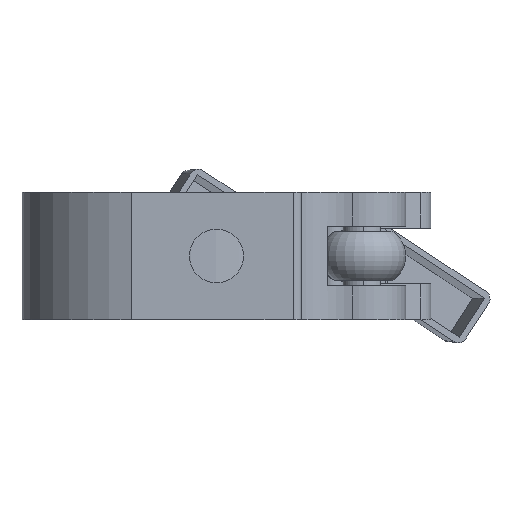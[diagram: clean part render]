
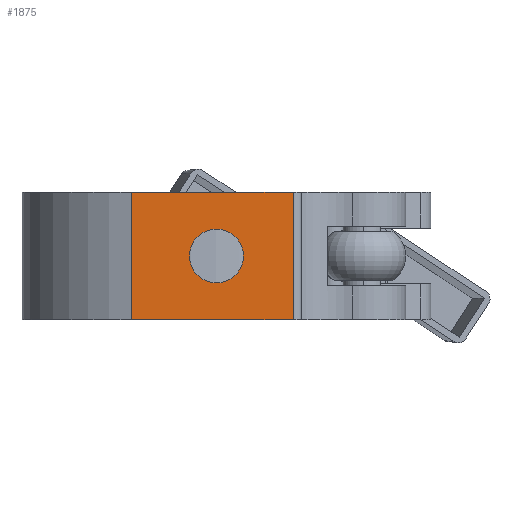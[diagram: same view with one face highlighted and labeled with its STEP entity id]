
A CAD part, front view. The second image highlights one B-rep face of the part: STEP entity #1875.
In plain terms, the highlighted planar face has unit normal (0, -1, 0).
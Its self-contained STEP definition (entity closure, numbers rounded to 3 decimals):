
#110 = DIRECTION ( 'NONE',  ( 0., 1., 0. ) ) ;
#499 = DIRECTION ( 'NONE',  ( 1., 0., 0. ) ) ;
#512 = VERTEX_POINT ( 'NONE', #16475 ) ;
#717 = CIRCLE ( 'NONE', #2983, 6.35 ) ;
#840 = DIRECTION ( 'NONE',  ( 0., 0., -1. ) ) ;
#1067 = EDGE_LOOP ( 'NONE', ( #4404, #13951 ) ) ;
#1150 = VERTEX_POINT ( 'NONE', #3228 ) ;
#1261 = DIRECTION ( 'NONE',  ( 1., 0., 0. ) ) ;
#1703 = FACE_BOUND ( 'NONE', #1067, .T. ) ;
#1792 = ORIENTED_EDGE ( 'NONE', *, *, #2268, .F. ) ;
#1875 = ADVANCED_FACE ( 'NONE', ( #1703, #2861 ), #12444, .F. ) ;
#2084 = DIRECTION ( 'NONE',  ( 0., 0., -1. ) ) ;
#2147 = LINE ( 'NONE', #12916, #9545 ) ;
#2268 = EDGE_CURVE ( 'NONE', #10326, #512, #3319, .T. ) ;
#2861 = FACE_OUTER_BOUND ( 'NONE', #4155, .T. ) ;
#2873 = EDGE_CURVE ( 'NONE', #4894, #9948, #717, .T. ) ;
#2944 = DIRECTION ( 'NONE',  ( -1., 0., 0. ) ) ;
#2983 = AXIS2_PLACEMENT_3D ( 'NONE', #5463, #8366, #12680 ) ;
#3228 = CARTESIAN_POINT ( 'NONE',  ( -20.041, -84.477, -14.95 ) ) ;
#3319 = LINE ( 'NONE', #14119, #6047 ) ;
#4155 = EDGE_LOOP ( 'NONE', ( #5487, #16837, #1792, #12893 ) ) ;
#4297 = EDGE_CURVE ( 'NONE', #10326, #1150, #2147, .T. ) ;
#4404 = ORIENTED_EDGE ( 'NONE', *, *, #2873, .F. ) ;
#4564 = CARTESIAN_POINT ( 'NONE',  ( -20.041, -84.477, 14.95 ) ) ;
#4894 = VERTEX_POINT ( 'NONE', #14811 ) ;
#4966 = CIRCLE ( 'NONE', #9491, 6.35 ) ;
#5463 = CARTESIAN_POINT ( 'NONE',  ( 0., -84.477, 0. ) ) ;
#5487 = ORIENTED_EDGE ( 'NONE', *, *, #9749, .T. ) ;
#5563 = DIRECTION ( 'NONE',  ( 0., 0., -1. ) ) ;
#5583 = VECTOR ( 'NONE', #1261, 1000. ) ;
#5607 = VECTOR ( 'NONE', #5563, 1000. ) ;
#5820 = CARTESIAN_POINT ( 'NONE',  ( 18.037, -84.477, 14.95 ) ) ;
#6047 = VECTOR ( 'NONE', #499, 1000. ) ;
#6224 = DIRECTION ( 'NONE',  ( 0., -1., 0. ) ) ;
#6540 = VERTEX_POINT ( 'NONE', #17422 ) ;
#7122 = EDGE_CURVE ( 'NONE', #9948, #4894, #4966, .T. ) ;
#7761 = CARTESIAN_POINT ( 'NONE',  ( 18.037, -84.477, -14.95 ) ) ;
#8366 = DIRECTION ( 'NONE',  ( 0., -1., 0. ) ) ;
#9467 = LINE ( 'NONE', #12172, #5607 ) ;
#9491 = AXIS2_PLACEMENT_3D ( 'NONE', #14202, #6224, #2084 ) ;
#9545 = VECTOR ( 'NONE', #840, 1000. ) ;
#9749 = EDGE_CURVE ( 'NONE', #1150, #6540, #17342, .T. ) ;
#9948 = VERTEX_POINT ( 'NONE', #12785 ) ;
#10326 = VERTEX_POINT ( 'NONE', #4564 ) ;
#12172 = CARTESIAN_POINT ( 'NONE',  ( 18.037, -84.477, 14.95 ) ) ;
#12444 = PLANE ( 'NONE',  #12512 ) ;
#12512 = AXIS2_PLACEMENT_3D ( 'NONE', #5820, #110, #2944 ) ;
#12680 = DIRECTION ( 'NONE',  ( 0., 0., -1. ) ) ;
#12785 = CARTESIAN_POINT ( 'NONE',  ( 0., -84.477, 6.35 ) ) ;
#12893 = ORIENTED_EDGE ( 'NONE', *, *, #4297, .T. ) ;
#12916 = CARTESIAN_POINT ( 'NONE',  ( -20.041, -84.477, 14.95 ) ) ;
#13951 = ORIENTED_EDGE ( 'NONE', *, *, #7122, .F. ) ;
#14119 = CARTESIAN_POINT ( 'NONE',  ( 18.037, -84.477, 14.95 ) ) ;
#14202 = CARTESIAN_POINT ( 'NONE',  ( 0., -84.477, 0. ) ) ;
#14811 = CARTESIAN_POINT ( 'NONE',  ( 0., -84.477, -6.35 ) ) ;
#16475 = CARTESIAN_POINT ( 'NONE',  ( 18.037, -84.477, 14.95 ) ) ;
#16497 = EDGE_CURVE ( 'NONE', #512, #6540, #9467, .T. ) ;
#16837 = ORIENTED_EDGE ( 'NONE', *, *, #16497, .F. ) ;
#17342 = LINE ( 'NONE', #7761, #5583 ) ;
#17422 = CARTESIAN_POINT ( 'NONE',  ( 18.037, -84.477, -14.95 ) ) ;
